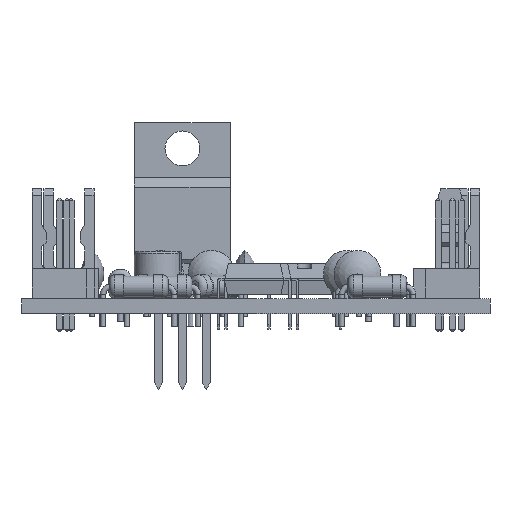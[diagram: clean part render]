
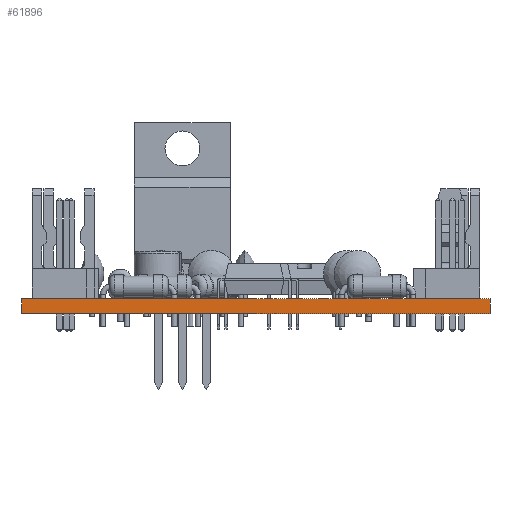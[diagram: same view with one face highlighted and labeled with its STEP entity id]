
A CAD part, front view. The second image highlights one B-rep face of the part: STEP entity #61896.
In plain terms, the highlighted planar face has unit normal (0, -1, 0).
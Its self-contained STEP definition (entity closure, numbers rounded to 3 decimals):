
#52957 = PLANE('',#52958);
#52958 = AXIS2_PLACEMENT_3D('',#52959,#52960,#52961);
#52959 = CARTESIAN_POINT('',(50.,-110.,0.));
#52960 = DIRECTION('',(-1.,0.,0.));
#52961 = DIRECTION('',(0.,1.,0.));
#52985 = PLANE('',#52986);
#52986 = AXIS2_PLACEMENT_3D('',#52987,#52988,#52989);
#52987 = CARTESIAN_POINT('',(75.,-80.,1.6));
#52988 = DIRECTION('',(0.,0.,-1.));
#52989 = DIRECTION('',(-1.,0.,0.));
#53013 = PLANE('',#53014);
#53014 = AXIS2_PLACEMENT_3D('',#53015,#53016,#53017);
#53015 = CARTESIAN_POINT('',(100.,-50.,0.));
#53016 = DIRECTION('',(1.,0.,0.));
#53017 = DIRECTION('',(0.,-1.,0.));
#53039 = PLANE('',#53040);
#53040 = AXIS2_PLACEMENT_3D('',#53041,#53042,#53043);
#53041 = CARTESIAN_POINT('',(75.,-80.,0.));
#53042 = DIRECTION('',(0.,0.,-1.));
#53043 = DIRECTION('',(-1.,0.,0.));
#53054 = EDGE_CURVE('',#53055,#53057,#53059,.T.);
#53055 = VERTEX_POINT('',#53056);
#53056 = CARTESIAN_POINT('',(50.,-110.,0.));
#53057 = VERTEX_POINT('',#53058);
#53058 = CARTESIAN_POINT('',(50.,-110.,1.6));
#53059 = SURFACE_CURVE('',#53060,(#53064,#53071),.PCURVE_S1.);
#53060 = LINE('',#53061,#53062);
#53061 = CARTESIAN_POINT('',(50.,-110.,0.));
#53062 = VECTOR('',#53063,1.);
#53063 = DIRECTION('',(0.,0.,1.));
#53064 = PCURVE('',#52957,#53065);
#53065 = DEFINITIONAL_REPRESENTATION('',(#53066),#53070);
#53066 = LINE('',#53067,#53068);
#53067 = CARTESIAN_POINT('',(0.,0.));
#53068 = VECTOR('',#53069,1.);
#53069 = DIRECTION('',(0.,-1.));
#53070 = ( GEOMETRIC_REPRESENTATION_CONTEXT(2) 
PARAMETRIC_REPRESENTATION_CONTEXT() REPRESENTATION_CONTEXT('2D SPACE',''
  ) );
#53071 = PCURVE('',#53072,#53077);
#53072 = PLANE('',#53073);
#53073 = AXIS2_PLACEMENT_3D('',#53074,#53075,#53076);
#53074 = CARTESIAN_POINT('',(100.,-110.,0.));
#53075 = DIRECTION('',(0.,-1.,0.));
#53076 = DIRECTION('',(-1.,0.,0.));
#53077 = DEFINITIONAL_REPRESENTATION('',(#53078),#53082);
#53078 = LINE('',#53079,#53080);
#53079 = CARTESIAN_POINT('',(50.,0.));
#53080 = VECTOR('',#53081,1.);
#53081 = DIRECTION('',(0.,-1.));
#53082 = ( GEOMETRIC_REPRESENTATION_CONTEXT(2) 
PARAMETRIC_REPRESENTATION_CONTEXT() REPRESENTATION_CONTEXT('2D SPACE',''
  ) );
#53132 = VERTEX_POINT('',#53133);
#53133 = CARTESIAN_POINT('',(100.,-110.,1.6));
#53154 = EDGE_CURVE('',#53155,#53132,#53157,.T.);
#53155 = VERTEX_POINT('',#53156);
#53156 = CARTESIAN_POINT('',(100.,-110.,0.));
#53157 = SURFACE_CURVE('',#53158,(#53162,#53169),.PCURVE_S1.);
#53158 = LINE('',#53159,#53160);
#53159 = CARTESIAN_POINT('',(100.,-110.,0.));
#53160 = VECTOR('',#53161,1.);
#53161 = DIRECTION('',(0.,0.,1.));
#53162 = PCURVE('',#53013,#53163);
#53163 = DEFINITIONAL_REPRESENTATION('',(#53164),#53168);
#53164 = LINE('',#53165,#53166);
#53165 = CARTESIAN_POINT('',(60.,0.));
#53166 = VECTOR('',#53167,1.);
#53167 = DIRECTION('',(0.,-1.));
#53168 = ( GEOMETRIC_REPRESENTATION_CONTEXT(2) 
PARAMETRIC_REPRESENTATION_CONTEXT() REPRESENTATION_CONTEXT('2D SPACE',''
  ) );
#53169 = PCURVE('',#53072,#53170);
#53170 = DEFINITIONAL_REPRESENTATION('',(#53171),#53175);
#53171 = LINE('',#53172,#53173);
#53172 = CARTESIAN_POINT('',(0.,0.));
#53173 = VECTOR('',#53174,1.);
#53174 = DIRECTION('',(0.,-1.));
#53175 = ( GEOMETRIC_REPRESENTATION_CONTEXT(2) 
PARAMETRIC_REPRESENTATION_CONTEXT() REPRESENTATION_CONTEXT('2D SPACE',''
  ) );
#53203 = EDGE_CURVE('',#53155,#53055,#53204,.T.);
#53204 = SURFACE_CURVE('',#53205,(#53209,#53216),.PCURVE_S1.);
#53205 = LINE('',#53206,#53207);
#53206 = CARTESIAN_POINT('',(100.,-110.,0.));
#53207 = VECTOR('',#53208,1.);
#53208 = DIRECTION('',(-1.,0.,0.));
#53209 = PCURVE('',#53039,#53210);
#53210 = DEFINITIONAL_REPRESENTATION('',(#53211),#53215);
#53211 = LINE('',#53212,#53213);
#53212 = CARTESIAN_POINT('',(-25.,-30.));
#53213 = VECTOR('',#53214,1.);
#53214 = DIRECTION('',(1.,0.));
#53215 = ( GEOMETRIC_REPRESENTATION_CONTEXT(2) 
PARAMETRIC_REPRESENTATION_CONTEXT() REPRESENTATION_CONTEXT('2D SPACE',''
  ) );
#53216 = PCURVE('',#53072,#53217);
#53217 = DEFINITIONAL_REPRESENTATION('',(#53218),#53222);
#53218 = LINE('',#53219,#53220);
#53219 = CARTESIAN_POINT('',(0.,0.));
#53220 = VECTOR('',#53221,1.);
#53221 = DIRECTION('',(1.,0.));
#53222 = ( GEOMETRIC_REPRESENTATION_CONTEXT(2) 
PARAMETRIC_REPRESENTATION_CONTEXT() REPRESENTATION_CONTEXT('2D SPACE',''
  ) );
#57885 = EDGE_CURVE('',#53132,#53057,#57886,.T.);
#57886 = SURFACE_CURVE('',#57887,(#57891,#57898),.PCURVE_S1.);
#57887 = LINE('',#57888,#57889);
#57888 = CARTESIAN_POINT('',(100.,-110.,1.6));
#57889 = VECTOR('',#57890,1.);
#57890 = DIRECTION('',(-1.,0.,0.));
#57891 = PCURVE('',#52985,#57892);
#57892 = DEFINITIONAL_REPRESENTATION('',(#57893),#57897);
#57893 = LINE('',#57894,#57895);
#57894 = CARTESIAN_POINT('',(-25.,-30.));
#57895 = VECTOR('',#57896,1.);
#57896 = DIRECTION('',(1.,0.));
#57897 = ( GEOMETRIC_REPRESENTATION_CONTEXT(2) 
PARAMETRIC_REPRESENTATION_CONTEXT() REPRESENTATION_CONTEXT('2D SPACE',''
  ) );
#57898 = PCURVE('',#53072,#57899);
#57899 = DEFINITIONAL_REPRESENTATION('',(#57900),#57904);
#57900 = LINE('',#57901,#57902);
#57901 = CARTESIAN_POINT('',(0.,-1.6));
#57902 = VECTOR('',#57903,1.);
#57903 = DIRECTION('',(1.,0.));
#57904 = ( GEOMETRIC_REPRESENTATION_CONTEXT(2) 
PARAMETRIC_REPRESENTATION_CONTEXT() REPRESENTATION_CONTEXT('2D SPACE',''
  ) );
#61896 = ADVANCED_FACE('',(#61897),#53072,.T.);
#61897 = FACE_BOUND('',#61898,.T.);
#61898 = EDGE_LOOP('',(#61899,#61900,#61901,#61902));
#61899 = ORIENTED_EDGE('',*,*,#53154,.T.);
#61900 = ORIENTED_EDGE('',*,*,#57885,.T.);
#61901 = ORIENTED_EDGE('',*,*,#53054,.F.);
#61902 = ORIENTED_EDGE('',*,*,#53203,.F.);
